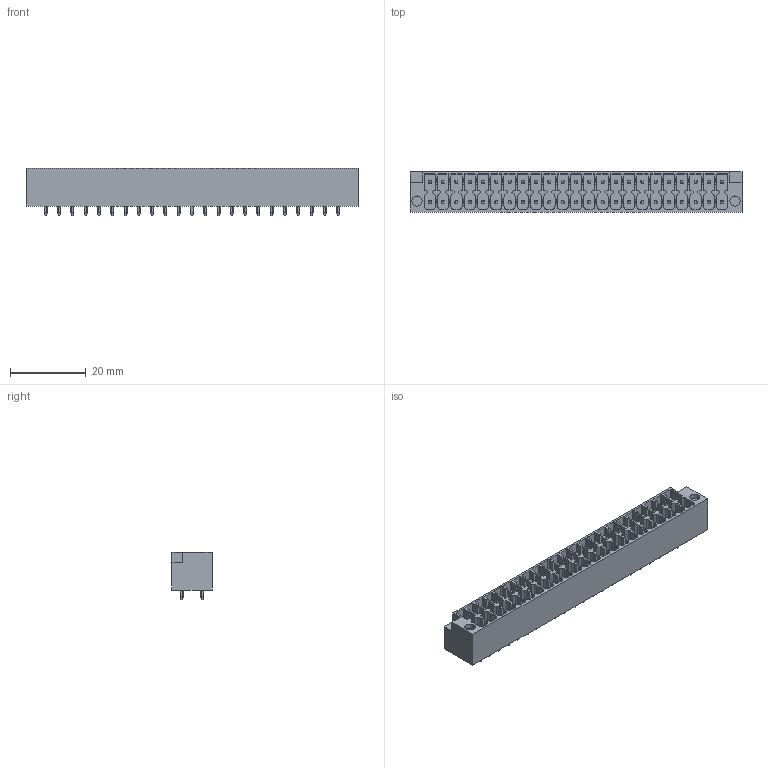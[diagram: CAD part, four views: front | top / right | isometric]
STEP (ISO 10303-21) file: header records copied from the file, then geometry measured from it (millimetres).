
FILE_DESCRIPTION((''),'2;1');
FILE_NAME('TLPHDW-010V','2024-09-18T10:39:25',('tluser'),(''),'CREO PARAMETRIC BY PTC INC, 2018100','CREO PARAMETRIC BY PTC INC, 2018100','');
FILE_SCHEMA(('CONFIG_CONTROL_DESIGN'));
Products named in the file (1): TLPHDW-010V
Bounding box: 87.5 x 10.6 x 12.6 mm (x, y, z)
Volume: 6024.1 mm3; surface area: 7735.9 mm2
Topology: 1 solids, 1 shells, 2027 faces, 5790 edges, 3860 vertices
Faces by surface type: plane 1295, cylinder 732
Entity records: 66396 total; most frequent: CARTESIAN_POINT 13747, ORIENTED_EDGE 11580, DIRECTION 10204, EDGE_CURVE 5790, VECTOR 3958, LINE 3958, VERTEX_POINT 3860, AXIS2_PLACEMENT_3D 3123
